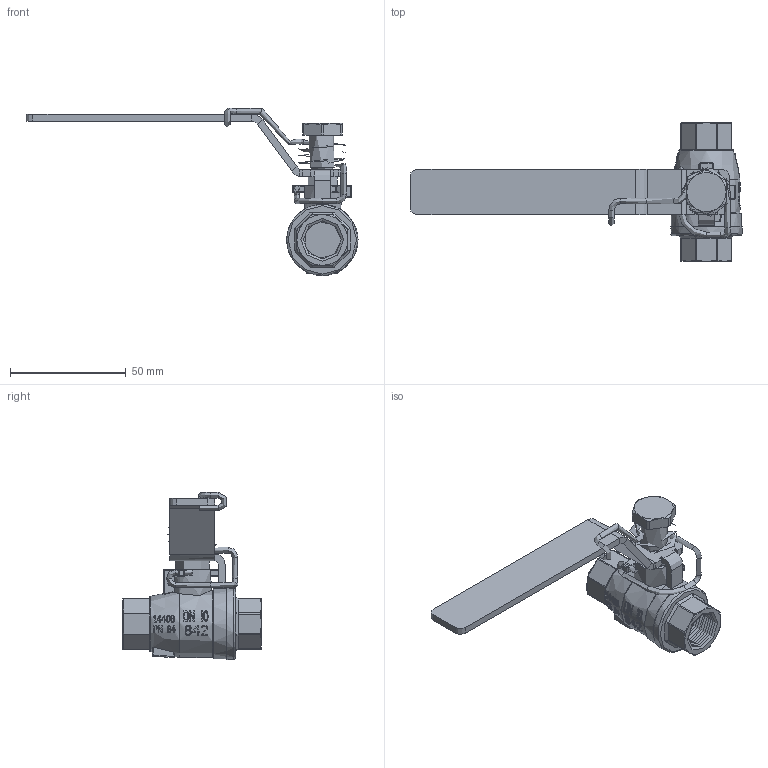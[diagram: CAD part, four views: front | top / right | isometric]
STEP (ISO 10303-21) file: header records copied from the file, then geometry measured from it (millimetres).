
FILE_DESCRIPTION(/* description */ (''),/* implementation_level */ '2;1');
FILE_NAME(/* name */ '842_842F_10.stp',/* time_stamp */ '2021-04-14T09:48:15+02:00',/* author */ ('sga-ext'),/* organization */ (''),/* preprocessor_version */ 'ST-DEVELOPER v18.1',/* originating_system */ 'Autodesk Inventor 2021',/* authorisation */ '');
FILE_SCHEMA (('AUTOMOTIVE_DESIGN { 1 0 10303 214 3 1 1 }'));
Length unit declared in the file: millimetre
Products named in the file (1): ENG-067843
Bounding box: 143.4 x 60 x 72.21 mm (x, y, z)
Volume: 43109.2 mm3; surface area: 20981.7 mm2
Topology: 1 solids, 1 shells, 980 faces, 2702 edges, 1770 vertices
Faces by surface type: plane 709, cylinder 108, cone 95, bspline 41, torus 23, sphere 4
Full cylindrical faces by diameter (mm): 2.5 x7, 12 x1, 14.75 x1, 15.095 x1, 16.367 x1, 29 x1, 30.2 x1, 30.8 x1
Entity records: 35798 total; most frequent: CARTESIAN_POINT 9448, DIRECTION 5492, ORIENTED_EDGE 5404, EDGE_CURVE 2702, AXIS2_PLACEMENT_3D 2193, VERTEX_POINT 1770, LINE 1106, VECTOR 1106
